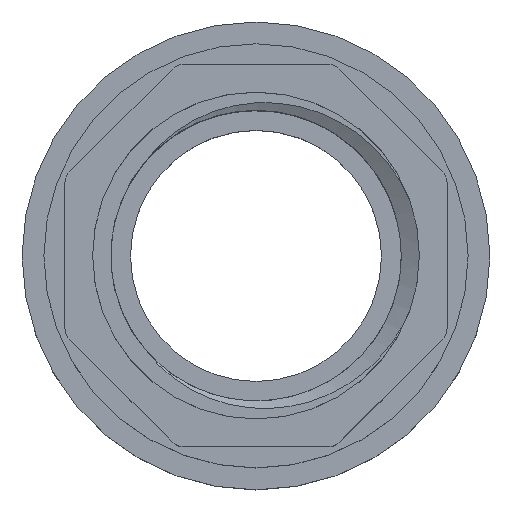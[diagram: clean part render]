
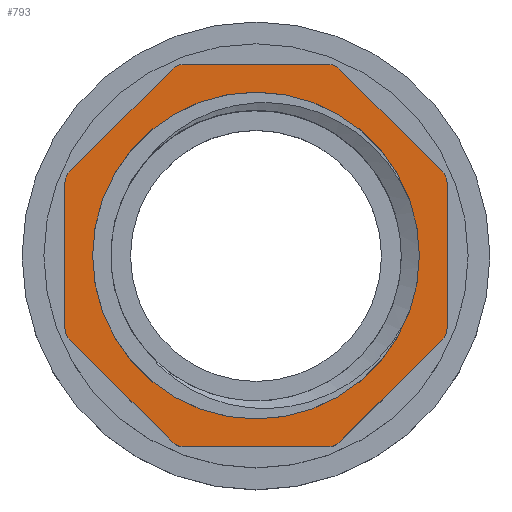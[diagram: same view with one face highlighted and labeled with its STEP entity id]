
A CAD part, top view. The second image highlights one B-rep face of the part: STEP entity #793.
In plain terms, the highlighted planar face has unit normal (0, 0, 1).
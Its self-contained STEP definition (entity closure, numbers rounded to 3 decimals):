
#20=FACE_BOUND('',#106,.T.);
#25=PLANE('',#871);
#57=FACE_OUTER_BOUND('',#105,.T.);
#105=EDGE_LOOP('',(#603,#604,#605,#606,#607,#608,#609,#610,#611,#612,#613,
#614,#615,#616,#617,#618));
#106=EDGE_LOOP('',(#619));
#134=CIRCLE('',#843,10.478);
#150=CIRCLE('',#872,1.);
#151=CIRCLE('',#873,1.);
#152=CIRCLE('',#874,1.);
#153=CIRCLE('',#875,1.);
#154=CIRCLE('',#876,1.);
#155=CIRCLE('',#877,1.);
#156=CIRCLE('',#878,1.);
#157=CIRCLE('',#879,1.);
#226=LINE('',#3855,#278);
#227=LINE('',#3859,#279);
#228=LINE('',#3863,#280);
#229=LINE('',#3867,#281);
#230=LINE('',#3871,#282);
#231=LINE('',#3875,#283);
#232=LINE('',#3879,#284);
#233=LINE('',#3883,#285);
#278=VECTOR('',#1013,1.);
#279=VECTOR('',#1016,1.);
#280=VECTOR('',#1019,1.);
#281=VECTOR('',#1022,1.);
#282=VECTOR('',#1025,1.);
#283=VECTOR('',#1028,1.);
#284=VECTOR('',#1031,1.);
#285=VECTOR('',#1034,1.);
#327=VERTEX_POINT('',#2350);
#366=VERTEX_POINT('',#3853);
#367=VERTEX_POINT('',#3854);
#368=VERTEX_POINT('',#3856);
#369=VERTEX_POINT('',#3858);
#370=VERTEX_POINT('',#3860);
#371=VERTEX_POINT('',#3862);
#372=VERTEX_POINT('',#3864);
#373=VERTEX_POINT('',#3866);
#374=VERTEX_POINT('',#3868);
#375=VERTEX_POINT('',#3870);
#376=VERTEX_POINT('',#3872);
#377=VERTEX_POINT('',#3874);
#378=VERTEX_POINT('',#3876);
#379=VERTEX_POINT('',#3878);
#380=VERTEX_POINT('',#3880);
#381=VERTEX_POINT('',#3882);
#413=EDGE_CURVE('',#327,#327,#134,.T.);
#463=EDGE_CURVE('',#366,#367,#226,.T.);
#464=EDGE_CURVE('',#367,#368,#150,.T.);
#465=EDGE_CURVE('',#368,#369,#227,.T.);
#466=EDGE_CURVE('',#369,#370,#151,.T.);
#467=EDGE_CURVE('',#370,#371,#228,.T.);
#468=EDGE_CURVE('',#371,#372,#152,.T.);
#469=EDGE_CURVE('',#372,#373,#229,.T.);
#470=EDGE_CURVE('',#373,#374,#153,.T.);
#471=EDGE_CURVE('',#374,#375,#230,.T.);
#472=EDGE_CURVE('',#375,#376,#154,.T.);
#473=EDGE_CURVE('',#376,#377,#231,.T.);
#474=EDGE_CURVE('',#377,#378,#155,.T.);
#475=EDGE_CURVE('',#378,#379,#232,.T.);
#476=EDGE_CURVE('',#379,#380,#156,.T.);
#477=EDGE_CURVE('',#380,#381,#233,.T.);
#478=EDGE_CURVE('',#381,#366,#157,.T.);
#603=ORIENTED_EDGE('',*,*,#463,.T.);
#604=ORIENTED_EDGE('',*,*,#464,.T.);
#605=ORIENTED_EDGE('',*,*,#465,.T.);
#606=ORIENTED_EDGE('',*,*,#466,.T.);
#607=ORIENTED_EDGE('',*,*,#467,.T.);
#608=ORIENTED_EDGE('',*,*,#468,.T.);
#609=ORIENTED_EDGE('',*,*,#469,.T.);
#610=ORIENTED_EDGE('',*,*,#470,.T.);
#611=ORIENTED_EDGE('',*,*,#471,.T.);
#612=ORIENTED_EDGE('',*,*,#472,.T.);
#613=ORIENTED_EDGE('',*,*,#473,.T.);
#614=ORIENTED_EDGE('',*,*,#474,.T.);
#615=ORIENTED_EDGE('',*,*,#475,.T.);
#616=ORIENTED_EDGE('',*,*,#476,.T.);
#617=ORIENTED_EDGE('',*,*,#477,.T.);
#618=ORIENTED_EDGE('',*,*,#478,.T.);
#619=ORIENTED_EDGE('',*,*,#413,.T.);
#793=ADVANCED_FACE('',(#57,#20),#25,.F.);
#843=AXIS2_PLACEMENT_3D('',#2352,#938,#939);
#871=AXIS2_PLACEMENT_3D('',#3852,#1011,#1012);
#872=AXIS2_PLACEMENT_3D('',#3857,#1014,#1015);
#873=AXIS2_PLACEMENT_3D('',#3861,#1017,#1018);
#874=AXIS2_PLACEMENT_3D('',#3865,#1020,#1021);
#875=AXIS2_PLACEMENT_3D('',#3869,#1023,#1024);
#876=AXIS2_PLACEMENT_3D('',#3873,#1026,#1027);
#877=AXIS2_PLACEMENT_3D('',#3877,#1029,#1030);
#878=AXIS2_PLACEMENT_3D('',#3881,#1032,#1033);
#879=AXIS2_PLACEMENT_3D('',#3884,#1035,#1036);
#938=DIRECTION('center_axis',(0.,0.,-1.));
#939=DIRECTION('ref_axis',(1.,0.,0.));
#1011=DIRECTION('center_axis',(0.,0.,-1.));
#1012=DIRECTION('ref_axis',(0.,1.,0.));
#1013=DIRECTION('',(-0.707,-0.707,0.));
#1014=DIRECTION('center_axis',(0.,0.,1.));
#1015=DIRECTION('ref_axis',(0.,1.,0.));
#1016=DIRECTION('',(0.,-1.,0.));
#1017=DIRECTION('center_axis',(0.,0.,1.));
#1018=DIRECTION('ref_axis',(0.,1.,0.));
#1019=DIRECTION('',(0.707,-0.707,0.));
#1020=DIRECTION('center_axis',(0.,0.,1.));
#1021=DIRECTION('ref_axis',(0.,1.,0.));
#1022=DIRECTION('',(1.,0.,0.));
#1023=DIRECTION('center_axis',(0.,0.,1.));
#1024=DIRECTION('ref_axis',(0.,1.,0.));
#1025=DIRECTION('',(0.707,0.707,0.));
#1026=DIRECTION('center_axis',(0.,0.,1.));
#1027=DIRECTION('ref_axis',(0.,1.,0.));
#1028=DIRECTION('',(0.,1.,0.));
#1029=DIRECTION('center_axis',(0.,0.,1.));
#1030=DIRECTION('ref_axis',(0.,1.,0.));
#1031=DIRECTION('',(-0.707,0.707,0.));
#1032=DIRECTION('center_axis',(0.,0.,1.));
#1033=DIRECTION('ref_axis',(0.,1.,0.));
#1034=DIRECTION('',(-1.,0.,0.));
#1035=DIRECTION('center_axis',(0.,0.,1.));
#1036=DIRECTION('ref_axis',(0.,1.,0.));
#2350=CARTESIAN_POINT('',(-10.477,0.,19.));
#2352=CARTESIAN_POINT('Origin',(0.,0.,19.));
#3852=CARTESIAN_POINT('Origin',(-10.478,0.,19.));
#3853=CARTESIAN_POINT('',(-5.367,11.957,19.));
#3854=CARTESIAN_POINT('',(-11.957,5.367,19.));
#3855=CARTESIAN_POINT('',(-5.074,12.25,19.));
#3856=CARTESIAN_POINT('',(-12.25,4.66,19.));
#3857=CARTESIAN_POINT('Origin',(-11.25,4.66,19.));
#3858=CARTESIAN_POINT('',(-12.25,-4.66,19.));
#3859=CARTESIAN_POINT('',(-12.25,5.074,19.));
#3860=CARTESIAN_POINT('',(-11.957,-5.367,19.));
#3861=CARTESIAN_POINT('Origin',(-11.25,-4.66,19.));
#3862=CARTESIAN_POINT('',(-5.367,-11.957,19.));
#3863=CARTESIAN_POINT('',(-12.25,-5.074,19.));
#3864=CARTESIAN_POINT('',(-4.66,-12.25,19.));
#3865=CARTESIAN_POINT('Origin',(-4.66,-11.25,19.));
#3866=CARTESIAN_POINT('',(4.66,-12.25,19.));
#3867=CARTESIAN_POINT('',(-5.074,-12.25,19.));
#3868=CARTESIAN_POINT('',(5.367,-11.957,19.));
#3869=CARTESIAN_POINT('Origin',(4.66,-11.25,19.));
#3870=CARTESIAN_POINT('',(11.957,-5.367,19.));
#3871=CARTESIAN_POINT('',(5.074,-12.25,19.));
#3872=CARTESIAN_POINT('',(12.25,-4.66,19.));
#3873=CARTESIAN_POINT('Origin',(11.25,-4.66,19.));
#3874=CARTESIAN_POINT('',(12.25,4.66,19.));
#3875=CARTESIAN_POINT('',(12.25,-5.074,19.));
#3876=CARTESIAN_POINT('',(11.957,5.367,19.));
#3877=CARTESIAN_POINT('Origin',(11.25,4.66,19.));
#3878=CARTESIAN_POINT('',(5.367,11.957,19.));
#3879=CARTESIAN_POINT('',(12.25,5.074,19.));
#3880=CARTESIAN_POINT('',(4.66,12.25,19.));
#3881=CARTESIAN_POINT('Origin',(4.66,11.25,19.));
#3882=CARTESIAN_POINT('',(-4.66,12.25,19.));
#3883=CARTESIAN_POINT('',(5.074,12.25,19.));
#3884=CARTESIAN_POINT('Origin',(-4.66,11.25,19.));
